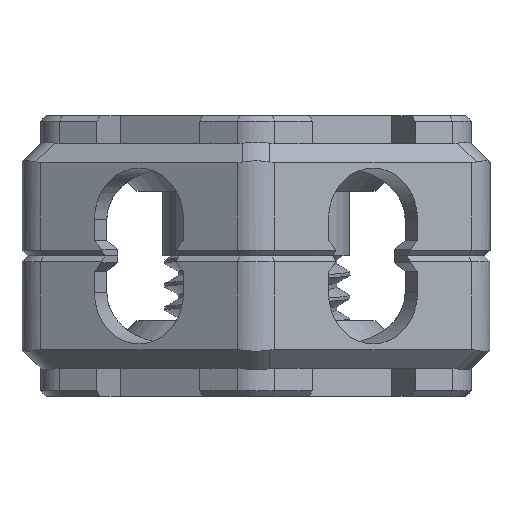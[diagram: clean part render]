
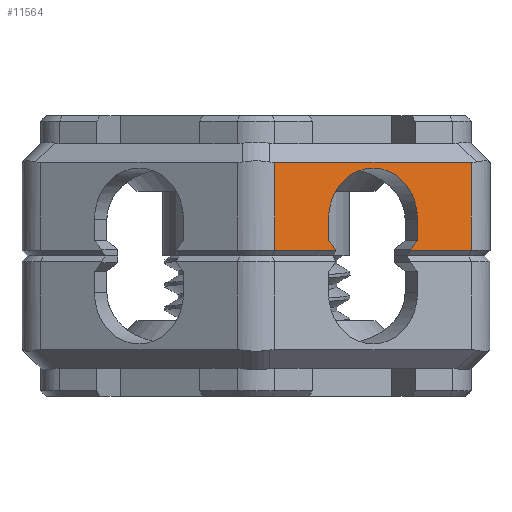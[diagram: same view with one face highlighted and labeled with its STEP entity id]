
A CAD part, left-side view. The second image highlights one B-rep face of the part: STEP entity #11564.
In plain terms, the highlighted planar face has unit normal (-0.866, -0.5, 0).
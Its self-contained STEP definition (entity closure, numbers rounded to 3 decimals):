
#492=PLANE('',#12292);
#741=CIRCLE('',#12133,5.5);
#1255=FACE_OUTER_BOUND('',#1932,.T.);
#1932=EDGE_LOOP('',(#9790,#9791,#9792,#9793,#9794,#9795,#9796,#9797,#9798,
#9799,#9800,#9801));
#3104=LINE('',#20854,#4319);
#3108=LINE('',#20866,#4323);
#3111=LINE('',#20872,#4326);
#3115=LINE('',#20917,#4330);
#3120=LINE('',#20926,#4335);
#3122=LINE('',#20929,#4337);
#3147=LINE('',#20980,#4362);
#3152=LINE('',#20989,#4367);
#3184=LINE('',#21160,#4399);
#3244=LINE('',#21351,#4459);
#3245=LINE('',#21353,#4460);
#4319=VECTOR('',#13902,10.);
#4323=VECTOR('',#13908,10.);
#4326=VECTOR('',#13913,10.);
#4330=VECTOR('',#13923,10.);
#4335=VECTOR('',#13930,10.);
#4337=VECTOR('',#13934,10.);
#4362=VECTOR('',#13977,10.);
#4367=VECTOR('',#13984,10.);
#4399=VECTOR('',#14160,10.);
#4459=VECTOR('',#14366,10.);
#4460=VECTOR('',#14369,10.);
#5486=VERTEX_POINT('',#20850);
#5488=VERTEX_POINT('',#20853);
#5492=VERTEX_POINT('',#20865);
#5494=VERTEX_POINT('',#20871);
#5496=VERTEX_POINT('',#20890);
#5500=VERTEX_POINT('',#20914);
#5501=VERTEX_POINT('',#20916);
#5503=VERTEX_POINT('',#20921);
#5521=VERTEX_POINT('',#20979);
#5524=VERTEX_POINT('',#20987);
#5556=VERTEX_POINT('',#21157);
#5557=VERTEX_POINT('',#21159);
#6855=EDGE_CURVE('',#5488,#5486,#3104,.T.);
#6860=EDGE_CURVE('',#5492,#5488,#3108,.T.);
#6863=EDGE_CURVE('',#5494,#5492,#3111,.T.);
#6866=EDGE_CURVE('',#5496,#5494,#741,.T.);
#6871=EDGE_CURVE('',#5501,#5500,#3115,.T.);
#6876=EDGE_CURVE('',#5503,#5501,#3120,.T.);
#6878=EDGE_CURVE('',#5500,#5496,#3122,.T.);
#6903=EDGE_CURVE('',#5503,#5521,#3147,.T.);
#6908=EDGE_CURVE('',#5524,#5486,#3152,.T.);
#6979=EDGE_CURVE('',#5557,#5556,#3184,.T.);
#7082=EDGE_CURVE('',#5557,#5524,#3244,.T.);
#7083=EDGE_CURVE('',#5521,#5556,#3245,.T.);
#9790=ORIENTED_EDGE('',*,*,#6855,.T.);
#9791=ORIENTED_EDGE('',*,*,#6908,.F.);
#9792=ORIENTED_EDGE('',*,*,#7082,.F.);
#9793=ORIENTED_EDGE('',*,*,#6979,.T.);
#9794=ORIENTED_EDGE('',*,*,#7083,.F.);
#9795=ORIENTED_EDGE('',*,*,#6903,.F.);
#9796=ORIENTED_EDGE('',*,*,#6876,.T.);
#9797=ORIENTED_EDGE('',*,*,#6871,.T.);
#9798=ORIENTED_EDGE('',*,*,#6878,.T.);
#9799=ORIENTED_EDGE('',*,*,#6866,.T.);
#9800=ORIENTED_EDGE('',*,*,#6863,.T.);
#9801=ORIENTED_EDGE('',*,*,#6860,.T.);
#11564=ADVANCED_FACE('',(#1255),#492,.T.);
#12133=AXIS2_PLACEMENT_3D('',#20891,#13917,#13918);
#12292=AXIS2_PLACEMENT_3D('',#21352,#14367,#14368);
#13902=DIRECTION('',(0.,0.,-1.));
#13908=DIRECTION('',(-0.354,0.612,-0.707));
#13913=DIRECTION('',(0.,0.,-1.));
#13917=DIRECTION('center_axis',(0.866,0.5,0.));
#13918=DIRECTION('ref_axis',(0.5,-0.866,0.));
#13923=DIRECTION('',(-0.354,0.612,0.707));
#13930=DIRECTION('',(0.,0.,1.));
#13934=DIRECTION('',(0.,0.,1.));
#13977=DIRECTION('',(-0.5,0.866,0.));
#13984=DIRECTION('',(-0.5,0.866,0.));
#14160=DIRECTION('',(-0.5,0.866,0.));
#14366=DIRECTION('',(0.,0.,-1.));
#14367=DIRECTION('center_axis',(-0.866,-0.5,0.));
#14368=DIRECTION('ref_axis',(-0.5,0.866,0.));
#14369=DIRECTION('',(0.,0.,1.));
#20850=CARTESIAN_POINT('',(-19.358,38.529,10.6));
#20853=CARTESIAN_POINT('',(-19.358,38.529,10.707));
#20854=CARTESIAN_POINT('',(-19.358,38.529,15.354));
#20865=CARTESIAN_POINT('',(-18.901,37.737,11.622));
#20866=CARTESIAN_POINT('',(-16.737,33.989,15.95));
#20871=CARTESIAN_POINT('',(-18.901,37.737,13.9));
#20872=CARTESIAN_POINT('',(-18.901,37.737,16.95));
#20890=CARTESIAN_POINT('',(-24.401,47.263,13.9));
#20891=CARTESIAN_POINT('Origin',(-21.651,42.5,13.9));
#20914=CARTESIAN_POINT('',(-24.401,47.263,11.622));
#20916=CARTESIAN_POINT('',(-23.943,46.471,10.707));
#20917=CARTESIAN_POINT('',(-22.727,44.365,8.276));
#20921=CARTESIAN_POINT('',(-23.943,46.471,10.6));
#20926=CARTESIAN_POINT('',(-23.943,46.471,15.));
#20929=CARTESIAN_POINT('',(-24.401,47.263,15.811));
#20979=CARTESIAN_POINT('',(-27.713,53.,10.6));
#20980=CARTESIAN_POINT('',(-18.042,36.25,10.6));
#20987=CARTESIAN_POINT('',(-15.588,32.,10.6));
#20989=CARTESIAN_POINT('',(-18.042,36.25,10.6));
#21157=CARTESIAN_POINT('',(-27.713,53.,20.));
#21159=CARTESIAN_POINT('',(-15.588,32.,20.));
#21160=CARTESIAN_POINT('',(-14.434,30.,20.));
#21351=CARTESIAN_POINT('',(-15.588,32.,20.));
#21352=CARTESIAN_POINT('Origin',(-14.434,30.,20.));
#21353=CARTESIAN_POINT('',(-27.713,53.,20.));
